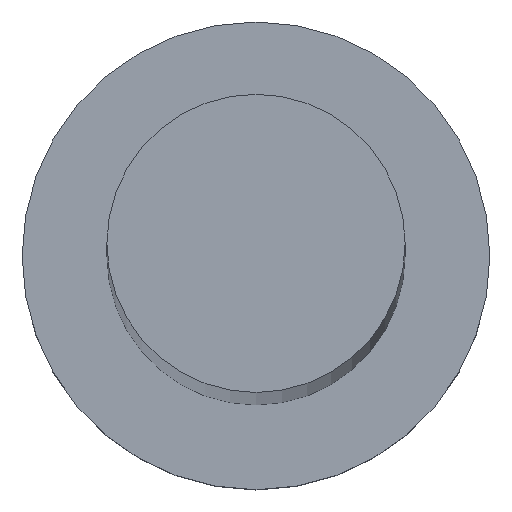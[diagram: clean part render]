
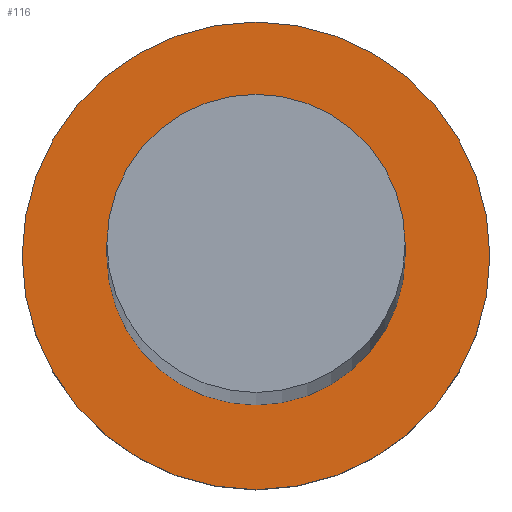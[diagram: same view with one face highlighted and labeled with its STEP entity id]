
A CAD part, top view. The second image highlights one B-rep face of the part: STEP entity #116.
In plain terms, the highlighted planar face has unit normal (0, 0, 1).
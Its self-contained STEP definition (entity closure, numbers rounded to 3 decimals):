
#4 = VERTEX_POINT ( 'NONE', #228 ) ;
#10 = DIRECTION ( 'NONE',  ( 0., 0., 1. ) ) ;
#11 = CARTESIAN_POINT ( 'NONE',  ( 0., 0., 5. ) ) ;
#15 = AXIS2_PLACEMENT_3D ( 'NONE', #225, #124, #41 ) ;
#22 = EDGE_LOOP ( 'NONE', ( #94, #221 ) ) ;
#33 = CARTESIAN_POINT ( 'NONE',  ( -8., 0., 5. ) ) ;
#35 = VERTEX_POINT ( 'NONE', #185 ) ;
#41 = DIRECTION ( 'NONE',  ( 1., 0., 0. ) ) ;
#42 = CIRCLE ( 'NONE', #178, 8. ) ;
#46 = EDGE_CURVE ( 'NONE', #4, #48, #107, .T. ) ;
#48 = VERTEX_POINT ( 'NONE', #207 ) ;
#49 = FACE_OUTER_BOUND ( 'NONE', #22, .T. ) ;
#54 = EDGE_CURVE ( 'NONE', #35, #237, #163, .T. ) ;
#55 = AXIS2_PLACEMENT_3D ( 'NONE', #11, #10, #172 ) ;
#80 = CARTESIAN_POINT ( 'NONE',  ( 0., 0., 5. ) ) ;
#82 = AXIS2_PLACEMENT_3D ( 'NONE', #80, #88, #214 ) ;
#87 = EDGE_LOOP ( 'NONE', ( #180, #235 ) ) ;
#88 = DIRECTION ( 'NONE',  ( 0., 0., 1. ) ) ;
#94 = ORIENTED_EDGE ( 'NONE', *, *, #122, .T. ) ;
#104 = FACE_BOUND ( 'NONE', #87, .T. ) ;
#107 = CIRCLE ( 'NONE', #15, 5.1 ) ;
#116 = ADVANCED_FACE ( 'NONE', ( #104, #49 ), #152, .T. ) ;
#122 = EDGE_CURVE ( 'NONE', #237, #35, #42, .T. ) ;
#124 = DIRECTION ( 'NONE',  ( 0., 0., 1. ) ) ;
#130 = DIRECTION ( 'NONE',  ( 0., 0., 1. ) ) ;
#136 = DIRECTION ( 'NONE',  ( 0., 0., 1. ) ) ;
#140 = CARTESIAN_POINT ( 'NONE',  ( 0., 0., 5. ) ) ;
#152 = PLANE ( 'NONE',  #55 ) ;
#154 = CARTESIAN_POINT ( 'NONE',  ( 0., 0., 5. ) ) ;
#163 = CIRCLE ( 'NONE', #82, 8. ) ;
#168 = EDGE_CURVE ( 'NONE', #48, #4, #170, .T. ) ;
#170 = CIRCLE ( 'NONE', #215, 5.1 ) ;
#172 = DIRECTION ( 'NONE',  ( 1., 0., 0. ) ) ;
#178 = AXIS2_PLACEMENT_3D ( 'NONE', #154, #130, #213 ) ;
#180 = ORIENTED_EDGE ( 'NONE', *, *, #168, .F. ) ;
#185 = CARTESIAN_POINT ( 'NONE',  ( 8., 0., 5. ) ) ;
#207 = CARTESIAN_POINT ( 'NONE',  ( -5.1, 0., 5. ) ) ;
#213 = DIRECTION ( 'NONE',  ( 1., 0., 0. ) ) ;
#214 = DIRECTION ( 'NONE',  ( 1., 0., 0. ) ) ;
#215 = AXIS2_PLACEMENT_3D ( 'NONE', #140, #136, #252 ) ;
#221 = ORIENTED_EDGE ( 'NONE', *, *, #54, .T. ) ;
#225 = CARTESIAN_POINT ( 'NONE',  ( 0., 0., 5. ) ) ;
#228 = CARTESIAN_POINT ( 'NONE',  ( 5.1, 0., 5. ) ) ;
#235 = ORIENTED_EDGE ( 'NONE', *, *, #46, .F. ) ;
#237 = VERTEX_POINT ( 'NONE', #33 ) ;
#252 = DIRECTION ( 'NONE',  ( 1., 0., 0. ) ) ;
